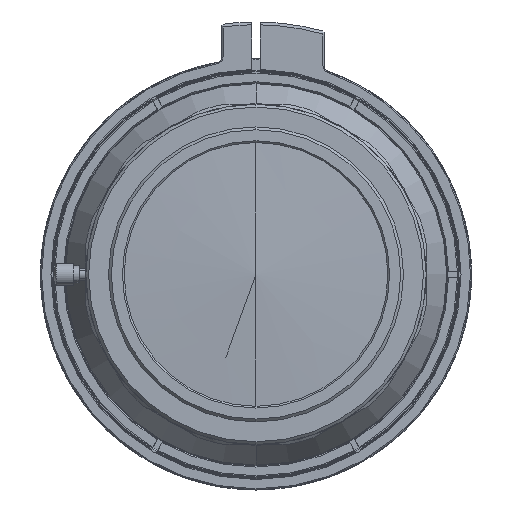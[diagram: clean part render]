
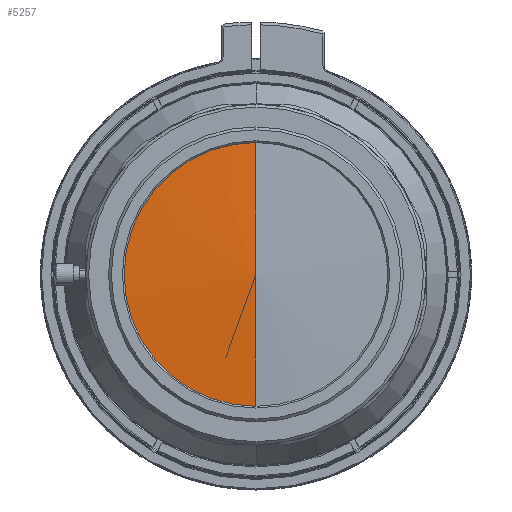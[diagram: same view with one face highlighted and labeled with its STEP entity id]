
A CAD part, left-side view. The second image highlights one B-rep face of the part: STEP entity #5257.
In plain terms, the highlighted conical face has half-angle 87.214 degrees and reference radius 24.782 mm.
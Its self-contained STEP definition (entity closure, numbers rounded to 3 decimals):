
#280 = EDGE_CURVE ( 'NONE', #4698, #12414, #5907, .T. ) ;
#1136 = CONICAL_SURFACE ( 'NONE', #15556, 24.782, 1.522 ) ;
#1735 = CARTESIAN_POINT ( 'NONE',  ( 1.206, 0., -24.782 ) ) ;
#2432 = ORIENTED_EDGE ( 'NONE', *, *, #7427, .F. ) ;
#3764 = CIRCLE ( 'NONE', #5826, 23.25 ) ;
#3863 = VECTOR ( 'NONE', #6948, 1000. ) ;
#3883 = DIRECTION ( 'NONE',  ( 1., 0., 0. ) ) ;
#4076 = VECTOR ( 'NONE', #10105, 1000. ) ;
#4698 = VERTEX_POINT ( 'NONE', #4720 ) ;
#4718 = ORIENTED_EDGE ( 'NONE', *, *, #4882, .F. ) ;
#4720 = CARTESIAN_POINT ( 'NONE',  ( 0., 0., 0. ) ) ;
#4755 = CARTESIAN_POINT ( 'NONE',  ( 1.132, 0., 0. ) ) ;
#4882 = EDGE_CURVE ( 'NONE', #10325, #11072, #3764, .T. ) ;
#4914 = LINE ( 'NONE', #14062, #4076 ) ;
#5257 = ADVANCED_FACE ( 'NONE', ( #11465 ), #1136, .T. ) ;
#5621 = CARTESIAN_POINT ( 'NONE',  ( 1.132, 0., 23.25 ) ) ;
#5826 = AXIS2_PLACEMENT_3D ( 'NONE', #11695, #3883, #12993 ) ;
#5907 = LINE ( 'NONE', #1735, #3863 ) ;
#6948 = DIRECTION ( 'NONE',  ( 0.049, 0., -0.999 ) ) ;
#7215 = DIRECTION ( 'NONE',  ( 1., 0., 0. ) ) ;
#7427 = EDGE_CURVE ( 'NONE', #12414, #10325, #15925, .T. ) ;
#8247 = EDGE_CURVE ( 'NONE', #4698, #11072, #4914, .T. ) ;
#8787 = AXIS2_PLACEMENT_3D ( 'NONE', #4755, #13882, #15243 ) ;
#10105 = DIRECTION ( 'NONE',  ( 0.049, 0., 0.999 ) ) ;
#10325 = VERTEX_POINT ( 'NONE', #12925 ) ;
#11072 = VERTEX_POINT ( 'NONE', #5621 ) ;
#11465 = FACE_OUTER_BOUND ( 'NONE', #11587, .T. ) ;
#11587 = EDGE_LOOP ( 'NONE', ( #16010, #16342, #4718, #2432 ) ) ;
#11695 = CARTESIAN_POINT ( 'NONE',  ( 1.132, 0., 0. ) ) ;
#12414 = VERTEX_POINT ( 'NONE', #15549 ) ;
#12925 = CARTESIAN_POINT ( 'NONE',  ( 1.132, 23.25, 0. ) ) ;
#12993 = DIRECTION ( 'NONE',  ( 0., 0., -1. ) ) ;
#13882 = DIRECTION ( 'NONE',  ( 1., 0., 0. ) ) ;
#14062 = CARTESIAN_POINT ( 'NONE',  ( 1.206, 0., 24.782 ) ) ;
#14823 = DIRECTION ( 'NONE',  ( 0., 0., -1. ) ) ;
#15243 = DIRECTION ( 'NONE',  ( 0., 0., -1. ) ) ;
#15549 = CARTESIAN_POINT ( 'NONE',  ( 1.132, 0., -23.25 ) ) ;
#15556 = AXIS2_PLACEMENT_3D ( 'NONE', #16341, #7215, #14823 ) ;
#15925 = CIRCLE ( 'NONE', #8787, 23.25 ) ;
#16010 = ORIENTED_EDGE ( 'NONE', *, *, #280, .F. ) ;
#16341 = CARTESIAN_POINT ( 'NONE',  ( 1.206, 0., 0. ) ) ;
#16342 = ORIENTED_EDGE ( 'NONE', *, *, #8247, .T. ) ;
